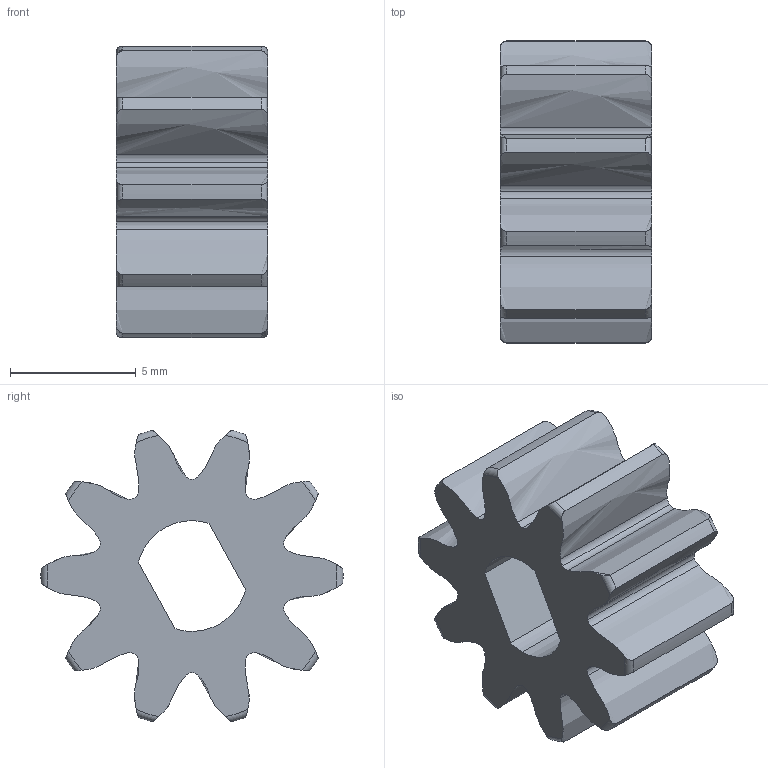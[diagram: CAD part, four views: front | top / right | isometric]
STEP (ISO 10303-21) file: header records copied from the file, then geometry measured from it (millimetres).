
FILE_DESCRIPTION (( 'STEP AP203' ), '1' );
FILE_NAME ('Claw Gear.STEP', '2013-09-02T04:43:23', ( '' ), ( '' ), 'SwSTEP 2.0', 'SolidWorks 2013', '' );
FILE_SCHEMA (( 'CONFIG_CONTROL_DESIGN' ));
Length unit declared in the file: millimetre
Products named in the file (1): Claw Gear
Bounding box: 6 x 12 x 11.58 mm (x, y, z)
Volume: 392.3 mm3; surface area: 552.4 mm2
Topology: 1 solids, 1 shells, 79 faces, 231 edges, 154 vertices
Faces by surface type: cylinder 35, bspline 20, torus 20, plane 4
Entity records: 3696 total; most frequent: CARTESIAN_POINT 1645, ORIENTED_EDGE 462, DIRECTION 361, EDGE_CURVE 231, VERTEX_POINT 154, AXIS2_PLACEMENT_3D 150, CIRCLE 90, EDGE_LOOP 81
